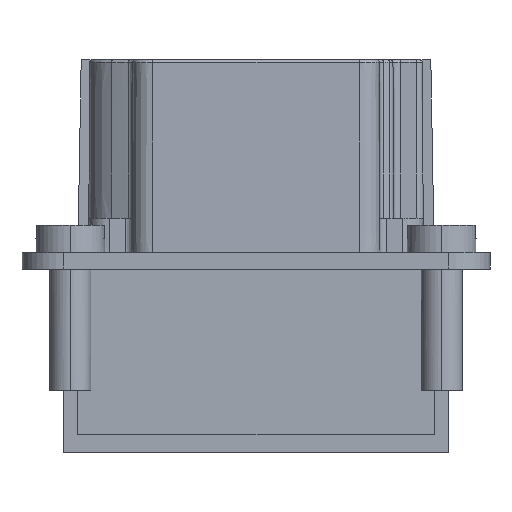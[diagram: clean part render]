
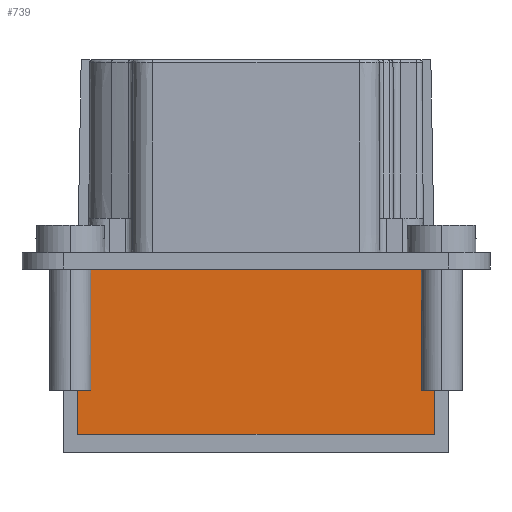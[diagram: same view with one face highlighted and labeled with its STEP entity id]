
A CAD part, left-side view. The second image highlights one B-rep face of the part: STEP entity #739.
In plain terms, the highlighted planar face has unit normal (-1, 0, 0).
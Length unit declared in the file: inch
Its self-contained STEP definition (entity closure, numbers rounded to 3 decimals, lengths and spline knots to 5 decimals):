
#152 = VERTEX_POINT ( 'NONE', #8465 ) ;
#451 = VECTOR ( 'NONE', #2692, 39.37008 ) ;
#472 = LINE ( 'NONE', #8735, #4137 ) ;
#523 = EDGE_CURVE ( 'NONE', #7384, #152, #531, .T. ) ;
#531 = LINE ( 'NONE', #8977, #451 ) ;
#739 = ADVANCED_FACE ( 'NONE', ( #7071 ), #11223, .T. ) ;
#1142 = LINE ( 'NONE', #2154, #1784 ) ;
#1168 = DIRECTION ( 'NONE',  ( 0., 1., 0. ) ) ;
#1310 = AXIS2_PLACEMENT_3D ( 'NONE', #13315, #8153, #11297 ) ;
#1568 = VECTOR ( 'NONE', #1168, 39.37008 ) ;
#1784 = VECTOR ( 'NONE', #5206, 39.37008 ) ;
#1980 = VECTOR ( 'NONE', #11682, 39.37008 ) ;
#2092 = VERTEX_POINT ( 'NONE', #5633 ) ;
#2154 = CARTESIAN_POINT ( 'NONE',  ( -0.97704, -0.51045, -0.6851 ) ) ;
#2181 = CARTESIAN_POINT ( 'NONE',  ( -0.97704, -0.51045, -0.6851 ) ) ;
#2213 = CARTESIAN_POINT ( 'NONE',  ( -0.97704, -0.51045, -0.6851 ) ) ;
#2376 = VECTOR ( 'NONE', #10282, 39.37008 ) ;
#2481 = EDGE_CURVE ( 'NONE', #10270, #5760, #8374, .T. ) ;
#2609 = ORIENTED_EDGE ( 'NONE', *, *, #523, .F. ) ;
#2692 = DIRECTION ( 'NONE',  ( 0., 0., 1. ) ) ;
#3472 = ORIENTED_EDGE ( 'NONE', *, *, #2481, .F. ) ;
#3585 = DIRECTION ( 'NONE',  ( 0., 0., 1. ) ) ;
#4137 = VECTOR ( 'NONE', #3585, 39.37008 ) ;
#4774 = CARTESIAN_POINT ( 'NONE',  ( -0.97704, 0.51045, -1.15754 ) ) ;
#5206 = DIRECTION ( 'NONE',  ( 0., 1., 0. ) ) ;
#5258 = ORIENTED_EDGE ( 'NONE', *, *, #9479, .T. ) ;
#5633 = CARTESIAN_POINT ( 'NONE',  ( -0.97704, -0.51045, -1.15754 ) ) ;
#5760 = VERTEX_POINT ( 'NONE', #10522 ) ;
#7071 = FACE_OUTER_BOUND ( 'NONE', #10484, .T. ) ;
#7384 = VERTEX_POINT ( 'NONE', #4774 ) ;
#7417 = ORIENTED_EDGE ( 'NONE', *, *, #11593, .T. ) ;
#7735 = CARTESIAN_POINT ( 'NONE',  ( -0.97704, -0.51045, -1.15754 ) ) ;
#7805 = LINE ( 'NONE', #7735, #1980 ) ;
#8153 = DIRECTION ( 'NONE',  ( -1., 0., 0. ) ) ;
#8374 = LINE ( 'NONE', #2213, #2376 ) ;
#8465 = CARTESIAN_POINT ( 'NONE',  ( -0.97704, 0.51045, -0.6851 ) ) ;
#8735 = CARTESIAN_POINT ( 'NONE',  ( -0.97704, -0.51045, -0.6851 ) ) ;
#8977 = CARTESIAN_POINT ( 'NONE',  ( -0.97704, 0.51045, -0.6851 ) ) ;
#9479 = EDGE_CURVE ( 'NONE', #7384, #2092, #7805, .T. ) ;
#9862 = ORIENTED_EDGE ( 'NONE', *, *, #13328, .T. ) ;
#10237 = EDGE_CURVE ( 'NONE', #11989, #152, #12492, .T. ) ;
#10270 = VERTEX_POINT ( 'NONE', #11887 ) ;
#10282 = DIRECTION ( 'NONE',  ( 0., -1., 0. ) ) ;
#10484 = EDGE_LOOP ( 'NONE', ( #10742, #2609, #5258, #7417, #3472, #9862 ) ) ;
#10522 = CARTESIAN_POINT ( 'NONE',  ( -0.97704, -0.51045, -0.6851 ) ) ;
#10742 = ORIENTED_EDGE ( 'NONE', *, *, #10237, .T. ) ;
#11223 = PLANE ( 'NONE',  #1310 ) ;
#11297 = DIRECTION ( 'NONE',  ( 0., 0., 1. ) ) ;
#11593 = EDGE_CURVE ( 'NONE', #2092, #5760, #472, .T. ) ;
#11682 = DIRECTION ( 'NONE',  ( 0., -1., 0. ) ) ;
#11887 = CARTESIAN_POINT ( 'NONE',  ( -0.97704, -0.47851, -0.6851 ) ) ;
#11989 = VERTEX_POINT ( 'NONE', #12907 ) ;
#12492 = LINE ( 'NONE', #2181, #1568 ) ;
#12907 = CARTESIAN_POINT ( 'NONE',  ( -0.97704, 0.47851, -0.6851 ) ) ;
#13315 = CARTESIAN_POINT ( 'NONE',  ( -0.97704, -0.51045, -0.6851 ) ) ;
#13328 = EDGE_CURVE ( 'NONE', #10270, #11989, #1142, .T. ) ;
